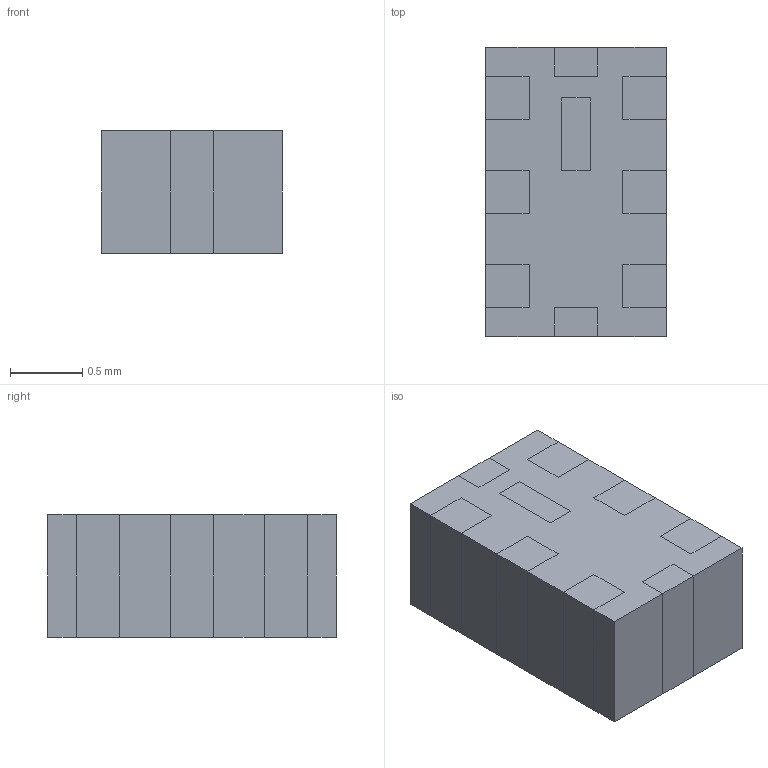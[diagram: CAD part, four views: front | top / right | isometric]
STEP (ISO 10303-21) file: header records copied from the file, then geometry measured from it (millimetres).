
FILE_DESCRIPTION(/* description */ ('Unknown'),/* implementation_level */ '2;1');
FILE_NAME(/* name */ 'FL_Wurth_WE-LPF-0805',/* time_stamp */ '2025-09-04T16:41:44+08:00',/* author */ ('Unknown'),/* organization */ ('Unknown'),/* preprocessor_version */ 'ST-DEVELOPER v19.4',/* originating_system */ 'Solid Edge',/* authorisation */ 'Unknown');
FILE_SCHEMA (('AUTOMOTIVE_DESIGN {1 0 10303 214 3 1 1}'));
Length unit declared in the file: millimetre
Products named in the file (5): FL_Wurth_WE-LPF-0805; Kern_0; LPF_0805_pin_v; LPF_0805_pin_h; Pin_19
Assembly tree (10 placements, depth 2):
  FL_Wurth_WE-LPF-0805
    Kern_0
    LPF_0805_pin_v  x2
    LPF_0805_pin_h  x6
    Pin_19
Bounding box: 1.25 x 2 x 0.85 mm (x, y, z)
Volume: 2.1 mm3; surface area: 24.5 mm2
Topology: 10 solids, 10 shells, 96 faces, 228 edges, 152 vertices
Faces by surface type: plane 96
Entity records: 1980 total; most frequent: CARTESIAN_POINT 331, ORIENTED_EDGE 312, DIRECTION 298, EDGE_CURVE 156, LINE 156, VECTOR 156, VERTEX_POINT 104, AXIS2_PLACEMENT_3D 71
